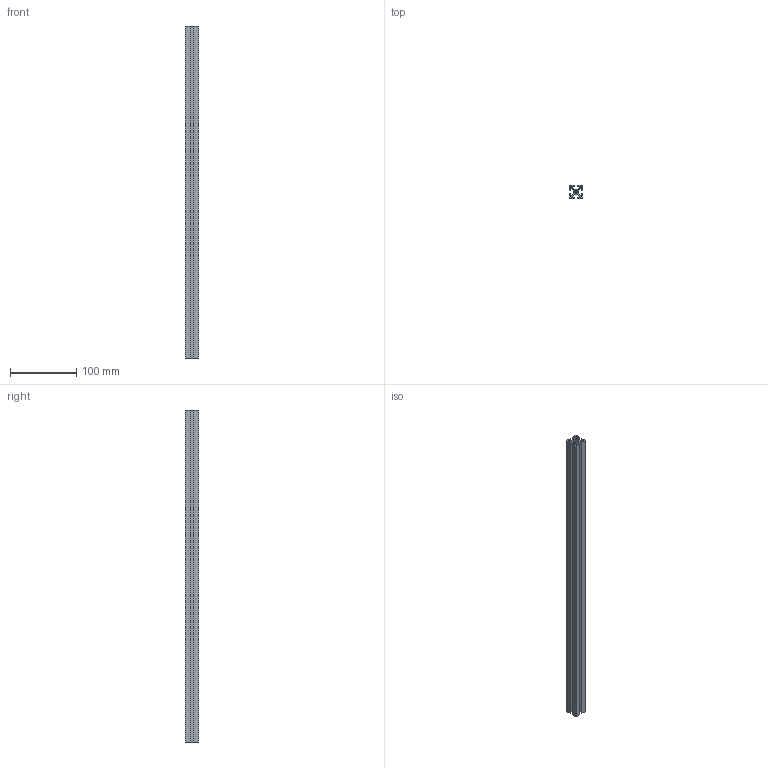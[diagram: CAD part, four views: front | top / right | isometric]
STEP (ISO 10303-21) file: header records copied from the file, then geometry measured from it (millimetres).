
FILE_DESCRIPTION(('FreeCAD Model'),'2;1');
FILE_NAME('20series-1x1_500mm.step','2020-08-13T01:09:35',('Author'),(''), 'Open CASCADE STEP processor 7.3','FreeCAD','Unknown');
FILE_SCHEMA(('AUTOMOTIVE_DESIGN { 1 0 10303 214 1 1 1 1 }'));
Length unit declared in the file: millimetre
Products named in the file (1): Extrude
Bounding box: 20 x 20 x 500 mm (x, y, z)
Volume: 80151.3 mm3; surface area: 99396.1 mm2
Topology: 1 solids, 1 shells, 39 faces, 111 edges, 74 vertices
Faces by surface type: plane 38, cylinder 1
Full cylindrical faces by diameter (mm): 4.19 x1
Entity records: 2715 total; most frequent: CARTESIAN_POINT 447, DIRECTION 415, LINE 329, VECTOR 329, ORIENTED_EDGE 222, PCURVE 222, DEFINITIONAL_REPRESENTATION 222, EDGE_CURVE 111
